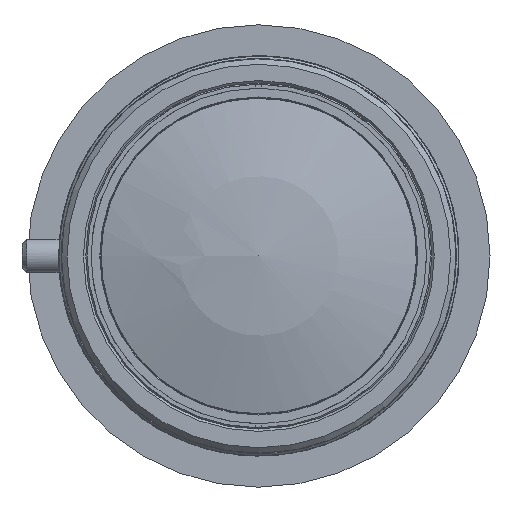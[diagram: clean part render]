
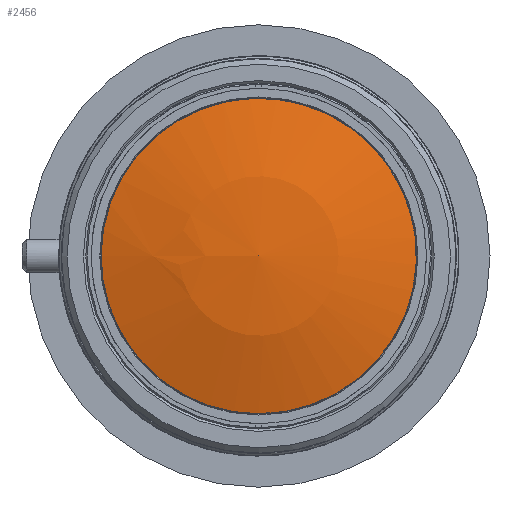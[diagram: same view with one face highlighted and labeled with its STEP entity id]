
A CAD part, left-side view. The second image highlights one B-rep face of the part: STEP entity #2456.
In plain terms, the highlighted spherical face has radius 91.048 mm.
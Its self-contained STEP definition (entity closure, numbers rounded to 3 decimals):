
#162=SPHERICAL_SURFACE('',#11410,91.048);
#170=VERTEX_LOOP('',#7952);
#2456=ADVANCED_FACE('',(#3322,#3323),#162,.T.);
#2975=CIRCLE('',#11409,27.965);
#3322=FACE_BOUND('',#170,.T.);
#3323=FACE_BOUND('',#4018,.T.);
#4018=EDGE_LOOP('',(#5627));
#5627=ORIENTED_EDGE('',*,*,#9380,.F.);
#7952=VERTEX_POINT('',#16433);
#7953=VERTEX_POINT('',#16435);
#9380=EDGE_CURVE('',#7953,#7953,#2975,.T.);
#11409=AXIS2_PLACEMENT_3D('',#16434,#13044,#13045);
#11410=AXIS2_PLACEMENT_3D('',#16436,#13046,#13047);
#13044=DIRECTION('',(1.,0.,0.));
#13045=DIRECTION('',(0.,0.,-1.));
#13046=DIRECTION('',(-1.,0.,0.));
#13047=DIRECTION('',(0.,1.,0.));
#16433=CARTESIAN_POINT('',(0.,0.,0.));
#16434=CARTESIAN_POINT('',(4.401,0.,0.));
#16435=CARTESIAN_POINT('',(4.401,0.,-27.965));
#16436=CARTESIAN_POINT('',(91.048,0.,0.));
